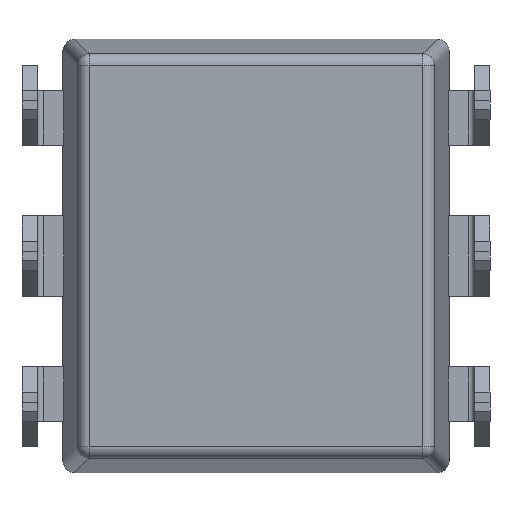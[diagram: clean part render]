
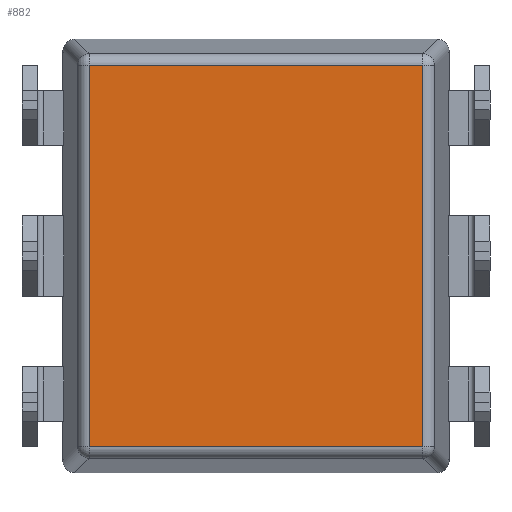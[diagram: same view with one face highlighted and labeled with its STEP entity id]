
A CAD part, front view. The second image highlights one B-rep face of the part: STEP entity #882.
In plain terms, the highlighted planar face has unit normal (0, -1, 0).
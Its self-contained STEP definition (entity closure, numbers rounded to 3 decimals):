
#86 = CARTESIAN_POINT ( 'NONE',  ( -2.811, 1., 0. ) ) ;
#328 = AXIS2_PLACEMENT_3D ( 'NONE', #3520, #1719, #4231 ) ;
#357 = CARTESIAN_POINT ( 'NONE',  ( -2.811, 1., -3.211 ) ) ;
#640 = ORIENTED_EDGE ( 'NONE', *, *, #4040, .T. ) ;
#882 = ADVANCED_FACE ( 'NONE', ( #1689 ), #3125, .T. ) ;
#904 = EDGE_CURVE ( 'NONE', #1283, #1875, #1742, .T. ) ;
#1154 = DIRECTION ( 'NONE',  ( -1., 0., 0. ) ) ;
#1196 = CARTESIAN_POINT ( 'NONE',  ( 0., 1., 3.211 ) ) ;
#1256 = VECTOR ( 'NONE', #2951, 1000. ) ;
#1283 = VERTEX_POINT ( 'NONE', #2239 ) ;
#1689 = FACE_OUTER_BOUND ( 'NONE', #2227, .T. ) ;
#1719 = DIRECTION ( 'NONE',  ( 0., -1., 0. ) ) ;
#1742 = LINE ( 'NONE', #4514, #2798 ) ;
#1861 = LINE ( 'NONE', #86, #1256 ) ;
#1875 = VERTEX_POINT ( 'NONE', #3355 ) ;
#1900 = ORIENTED_EDGE ( 'NONE', *, *, #3665, .T. ) ;
#2084 = VECTOR ( 'NONE', #1154, 1000. ) ;
#2092 = DIRECTION ( 'NONE',  ( 0., 0., 1. ) ) ;
#2227 = EDGE_LOOP ( 'NONE', ( #4270, #2277, #640, #1900 ) ) ;
#2239 = CARTESIAN_POINT ( 'NONE',  ( 2.811, 1., -3.211 ) ) ;
#2263 = CARTESIAN_POINT ( 'NONE',  ( 0., 1., -3.211 ) ) ;
#2277 = ORIENTED_EDGE ( 'NONE', *, *, #4510, .T. ) ;
#2477 = CARTESIAN_POINT ( 'NONE',  ( -2.811, 1., 3.211 ) ) ;
#2798 = VECTOR ( 'NONE', #2092, 1000. ) ;
#2951 = DIRECTION ( 'NONE',  ( 0., 0., -1. ) ) ;
#3125 = PLANE ( 'NONE',  #328 ) ;
#3346 = LINE ( 'NONE', #1196, #2084 ) ;
#3355 = CARTESIAN_POINT ( 'NONE',  ( 2.811, 1., 3.211 ) ) ;
#3368 = DIRECTION ( 'NONE',  ( 1., 0., 0. ) ) ;
#3504 = VERTEX_POINT ( 'NONE', #2477 ) ;
#3520 = CARTESIAN_POINT ( 'NONE',  ( 0., 1., 0. ) ) ;
#3665 = EDGE_CURVE ( 'NONE', #3900, #1283, #4097, .T. ) ;
#3900 = VERTEX_POINT ( 'NONE', #357 ) ;
#4040 = EDGE_CURVE ( 'NONE', #3504, #3900, #1861, .T. ) ;
#4097 = LINE ( 'NONE', #2263, #4629 ) ;
#4231 = DIRECTION ( 'NONE',  ( 0., 0., -1. ) ) ;
#4270 = ORIENTED_EDGE ( 'NONE', *, *, #904, .T. ) ;
#4510 = EDGE_CURVE ( 'NONE', #1875, #3504, #3346, .T. ) ;
#4514 = CARTESIAN_POINT ( 'NONE',  ( 2.811, 1., 0. ) ) ;
#4629 = VECTOR ( 'NONE', #3368, 1000. ) ;
